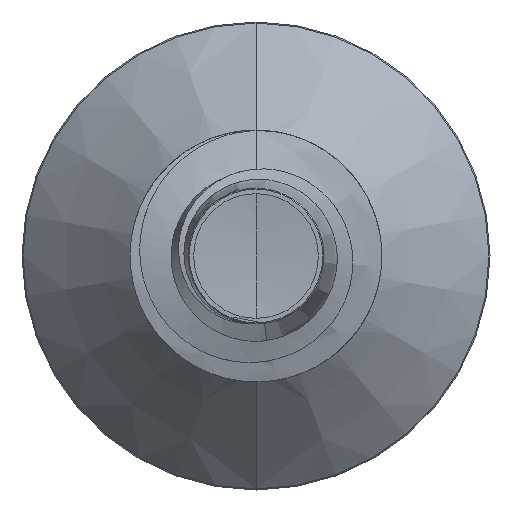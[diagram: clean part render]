
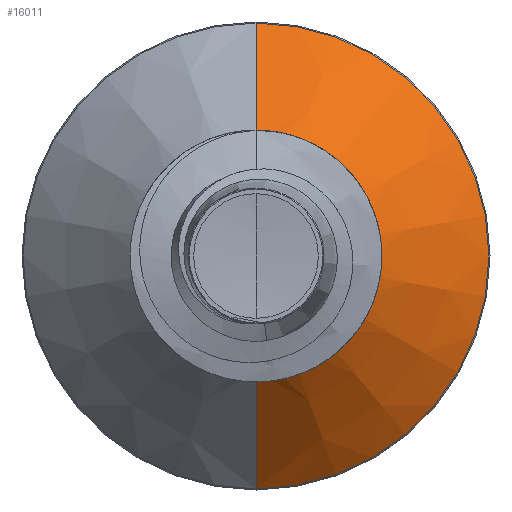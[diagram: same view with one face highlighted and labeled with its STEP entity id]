
A CAD part, front view. The second image highlights one B-rep face of the part: STEP entity #16011.
In plain terms, the highlighted conical face has half-angle 45 degrees and reference radius 2.301 mm.
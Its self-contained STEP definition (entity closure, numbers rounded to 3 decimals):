
#224 = EDGE_CURVE ( 'NONE', #9153, #3846, #9389, .T. ) ;
#470 = CARTESIAN_POINT ( 'NONE',  ( 0., 19.228, 4.628 ) ) ;
#2793 = DIRECTION ( 'NONE',  ( 0., 0., 1. ) ) ;
#2824 = DIRECTION ( 'NONE',  ( 0., 1., 0. ) ) ;
#2828 = CARTESIAN_POINT ( 'NONE',  ( 0., 19.228, 0. ) ) ;
#2840 = CARTESIAN_POINT ( 'NONE',  ( 0., 19.228, -4.628 ) ) ;
#2883 = VECTOR ( 'NONE', #7950, 1000. ) ;
#3416 = EDGE_CURVE ( 'NONE', #3846, #12989, #6998, .T. ) ;
#3846 = VERTEX_POINT ( 'NONE', #470 ) ;
#4187 = DIRECTION ( 'NONE',  ( 0., 0.707, -0.707 ) ) ;
#4364 = CARTESIAN_POINT ( 'NONE',  ( 0., 16.901, -2.301 ) ) ;
#6279 = EDGE_LOOP ( 'NONE', ( #17412, #8512, #13166, #15866 ) ) ;
#6998 = CIRCLE ( 'NONE', #11066, 4.628 ) ;
#7950 = DIRECTION ( 'NONE',  ( 0., 0.707, 0.707 ) ) ;
#8111 = CIRCLE ( 'NONE', #11693, 2.301 ) ;
#8195 = CARTESIAN_POINT ( 'NONE',  ( 0., 16.901, 2.301 ) ) ;
#8512 = ORIENTED_EDGE ( 'NONE', *, *, #15244, .T. ) ;
#8742 = DIRECTION ( 'NONE',  ( 0., 0., 1. ) ) ;
#8904 = CARTESIAN_POINT ( 'NONE',  ( 0., 16.901, 0. ) ) ;
#9032 = DIRECTION ( 'NONE',  ( 0., 1., 0. ) ) ;
#9044 = FACE_OUTER_BOUND ( 'NONE', #6279, .T. ) ;
#9153 = VERTEX_POINT ( 'NONE', #17820 ) ;
#9389 = LINE ( 'NONE', #8195, #2883 ) ;
#9697 = AXIS2_PLACEMENT_3D ( 'NONE', #8904, #9032, #8742 ) ;
#10810 = CARTESIAN_POINT ( 'NONE',  ( 0., 16.901, -2.301 ) ) ;
#11066 = AXIS2_PLACEMENT_3D ( 'NONE', #2828, #2824, #2793 ) ;
#11529 = VERTEX_POINT ( 'NONE', #10810 ) ;
#11693 = AXIS2_PLACEMENT_3D ( 'NONE', #14855, #14839, #14818 ) ;
#11718 = VECTOR ( 'NONE', #4187, 1000. ) ;
#12440 = CONICAL_SURFACE ( 'NONE', #9697, 2.301, 0.785 ) ;
#12691 = LINE ( 'NONE', #4364, #11718 ) ;
#12989 = VERTEX_POINT ( 'NONE', #2840 ) ;
#13166 = ORIENTED_EDGE ( 'NONE', *, *, #3416, .F. ) ;
#14818 = DIRECTION ( 'NONE',  ( 0., 0., 1. ) ) ;
#14839 = DIRECTION ( 'NONE',  ( 0., 1., 0. ) ) ;
#14855 = CARTESIAN_POINT ( 'NONE',  ( 0., 16.901, 0. ) ) ;
#15244 = EDGE_CURVE ( 'NONE', #11529, #12989, #12691, .T. ) ;
#15866 = ORIENTED_EDGE ( 'NONE', *, *, #224, .F. ) ;
#16011 = ADVANCED_FACE ( 'NONE', ( #9044 ), #12440, .T. ) ;
#17412 = ORIENTED_EDGE ( 'NONE', *, *, #18194, .T. ) ;
#17820 = CARTESIAN_POINT ( 'NONE',  ( 0., 16.901, 2.301 ) ) ;
#18194 = EDGE_CURVE ( 'NONE', #9153, #11529, #8111, .T. ) ;
